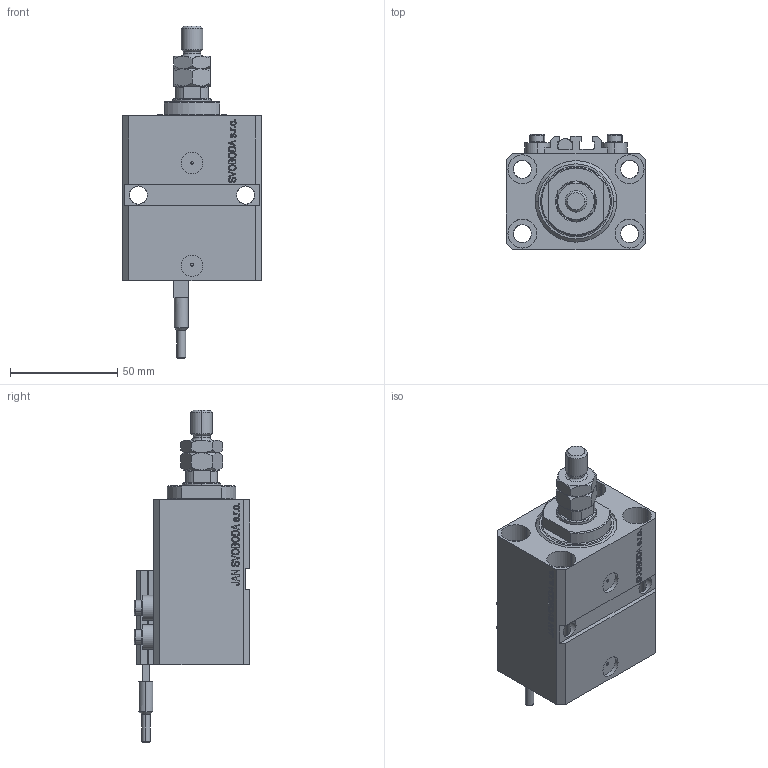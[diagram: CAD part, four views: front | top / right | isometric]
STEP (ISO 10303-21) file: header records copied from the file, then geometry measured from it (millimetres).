
FILE_DESCRIPTION (( 'STEP AP203' ), '1' );
FILE_NAME ('a463.STEP', '2021-04-19T10:45:07', ( '' ), ( '' ), 'SwSTEP 2.0', 'SolidWorks 2019', '' );
FILE_SCHEMA (( 'CONFIG_CONTROL_DESIGN' ));
Length unit declared in the file: millimetre
Products named in the file (7): V250CE_C_VCP 0e959d4569a1621f1ffd52bbf60c7ece; a463; ALLEN BOLT V250CE 0e959d4569a1621f1ffd52bbf60c7ece; V250CE_E 0e959d4569a1621f1ffd52bbf60c7ece; V250CE_VC_E 0e959d4569a1621f1ffd52bbf60c7ece; MTA 0e959d4569a1621f1ffd52bbf60c7ece; SWITCH_V250CE 0e959d4569a1621f1ffd52bbf60c7ece
Assembly tree (9 placements, depth 2):
  a463
    V250CE_E 0e959d4569a1621f1ffd52bbf60c7ece
    ALLEN BOLT V250CE 0e959d4569a1621f1ffd52bbf60c7ece  x4
    V250CE_C_VCP 0e959d4569a1621f1ffd52bbf60c7ece
    V250CE_VC_E 0e959d4569a1621f1ffd52bbf60c7ece
    MTA 0e959d4569a1621f1ffd52bbf60c7ece
    SWITCH_V250CE 0e959d4569a1621f1ffd52bbf60c7ece
Bounding box: 65 x 54 x 154.9 mm (x, y, z)
Volume: 206038 mm3; surface area: 64403.8 mm2
Topology: 10 solids, 10 shells, 1142 faces, 2827 edges, 1820 vertices
Faces by surface type: plane 542, bspline 360, cylinder 136, cone 86, torus 18
Entity records: 49555 total; most frequent: CARTESIAN_POINT 25665, ORIENTED_EDGE 5344, DIRECTION 3568, EDGE_CURVE 2672, VERTEX_POINT 1736, LINE 1570, VECTOR 1570, EDGE_LOOP 1202
